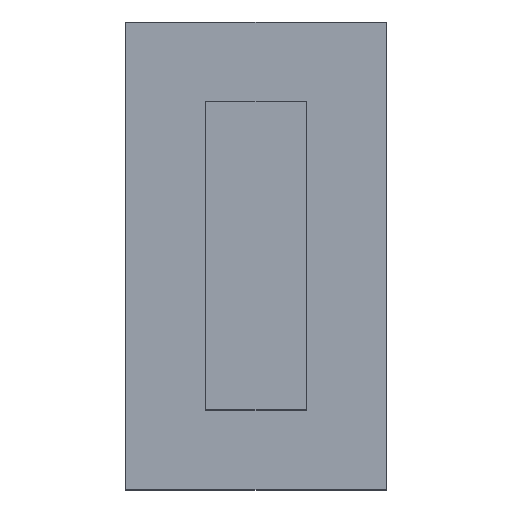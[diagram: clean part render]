
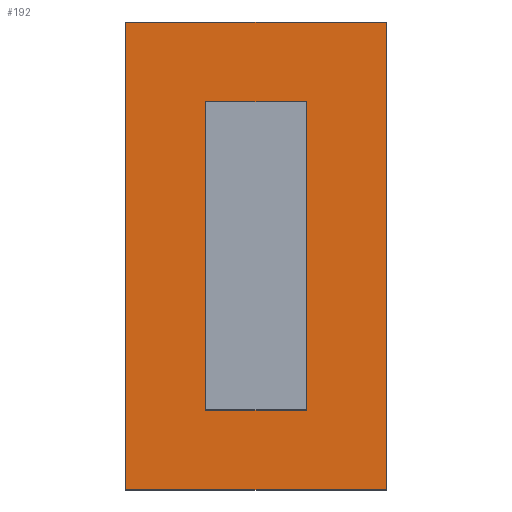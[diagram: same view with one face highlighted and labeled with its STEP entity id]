
A CAD part, top view. The second image highlights one B-rep face of the part: STEP entity #192.
In plain terms, the highlighted planar face has unit normal (0, 0, 1).
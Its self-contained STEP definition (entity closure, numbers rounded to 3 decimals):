
#12 = DIRECTION ( 'NONE',  ( 0., -1., 0. ) ) ;
#30 = ORIENTED_EDGE ( 'NONE', *, *, #317, .F. ) ;
#40 = DIRECTION ( 'NONE',  ( 1., 0., 0. ) ) ;
#47 = CARTESIAN_POINT ( 'NONE',  ( 92., 28., 2. ) ) ;
#50 = DIRECTION ( 'NONE',  ( 1., 0., 0. ) ) ;
#57 = VERTEX_POINT ( 'NONE', #180 ) ;
#60 = ORIENTED_EDGE ( 'NONE', *, *, #117, .F. ) ;
#63 = ORIENTED_EDGE ( 'NONE', *, *, #244, .T. ) ;
#65 = LINE ( 'NONE', #255, #341 ) ;
#67 = CARTESIAN_POINT ( 'NONE',  ( 31., 159., 2. ) ) ;
#78 = EDGE_CURVE ( 'NONE', #470, #324, #65, .T. ) ;
#84 = VECTOR ( 'NONE', #281, 1000. ) ;
#88 = CARTESIAN_POINT ( 'NONE',  ( 119., 159., 2. ) ) ;
#90 = DIRECTION ( 'NONE',  ( 0., 1., 0. ) ) ;
#100 = CARTESIAN_POINT ( 'NONE',  ( 58., 28., 2. ) ) ;
#109 = VERTEX_POINT ( 'NONE', #67 ) ;
#117 = EDGE_CURVE ( 'NONE', #203, #109, #399, .T. ) ;
#119 = PLANE ( 'NONE',  #204 ) ;
#125 = DIRECTION ( 'NONE',  ( -1., 0., 0. ) ) ;
#130 = CARTESIAN_POINT ( 'NONE',  ( 58., 132., 2. ) ) ;
#132 = EDGE_CURVE ( 'NONE', #109, #454, #374, .T. ) ;
#134 = LINE ( 'NONE', #100, #84 ) ;
#146 = EDGE_LOOP ( 'NONE', ( #291, #60, #30, #380 ) ) ;
#161 = CARTESIAN_POINT ( 'NONE',  ( 31., 1., 2. ) ) ;
#163 = CARTESIAN_POINT ( 'NONE',  ( 31., 1., 2. ) ) ;
#180 = CARTESIAN_POINT ( 'NONE',  ( 58., 28., 2. ) ) ;
#181 = ORIENTED_EDGE ( 'NONE', *, *, #391, .T. ) ;
#183 = CARTESIAN_POINT ( 'NONE',  ( 119., 1., 2. ) ) ;
#184 = CARTESIAN_POINT ( 'NONE',  ( 119., 159., 2. ) ) ;
#185 = LINE ( 'NONE', #130, #365 ) ;
#186 = DIRECTION ( 'NONE',  ( -1., 0., 0. ) ) ;
#190 = EDGE_CURVE ( 'NONE', #238, #470, #185, .T. ) ;
#191 = VERTEX_POINT ( 'NONE', #183 ) ;
#192 = ADVANCED_FACE ( 'NONE', ( #334, #471 ), #119, .F. ) ;
#194 = CARTESIAN_POINT ( 'NONE',  ( 92., 132., 2. ) ) ;
#197 = EDGE_CURVE ( 'NONE', #454, #191, #408, .T. ) ;
#203 = VERTEX_POINT ( 'NONE', #163 ) ;
#204 = AXIS2_PLACEMENT_3D ( 'NONE', #367, #260, #222 ) ;
#213 = VECTOR ( 'NONE', #125, 1000. ) ;
#222 = DIRECTION ( 'NONE',  ( -1., 0., 0. ) ) ;
#225 = CARTESIAN_POINT ( 'NONE',  ( 119., 1., 2. ) ) ;
#238 = VERTEX_POINT ( 'NONE', #450 ) ;
#244 = EDGE_CURVE ( 'NONE', #57, #238, #134, .T. ) ;
#251 = DIRECTION ( 'NONE',  ( 0., -1., 0. ) ) ;
#255 = CARTESIAN_POINT ( 'NONE',  ( 92., 132., 2. ) ) ;
#260 = DIRECTION ( 'NONE',  ( 0., 0., -1. ) ) ;
#281 = DIRECTION ( 'NONE',  ( 0., 1., 0. ) ) ;
#288 = ORIENTED_EDGE ( 'NONE', *, *, #78, .T. ) ;
#291 = ORIENTED_EDGE ( 'NONE', *, *, #132, .F. ) ;
#296 = VECTOR ( 'NONE', #90, 1000. ) ;
#308 = CARTESIAN_POINT ( 'NONE',  ( 31., 159., 2. ) ) ;
#317 = EDGE_CURVE ( 'NONE', #191, #203, #340, .T. ) ;
#324 = VERTEX_POINT ( 'NONE', #47 ) ;
#329 = ORIENTED_EDGE ( 'NONE', *, *, #190, .T. ) ;
#334 = FACE_BOUND ( 'NONE', #392, .T. ) ;
#340 = LINE ( 'NONE', #225, #213 ) ;
#341 = VECTOR ( 'NONE', #251, 1000. ) ;
#365 = VECTOR ( 'NONE', #40, 1000. ) ;
#367 = CARTESIAN_POINT ( 'NONE',  ( 0., 0., 2. ) ) ;
#374 = LINE ( 'NONE', #308, #444 ) ;
#380 = ORIENTED_EDGE ( 'NONE', *, *, #197, .F. ) ;
#391 = EDGE_CURVE ( 'NONE', #324, #57, #397, .T. ) ;
#392 = EDGE_LOOP ( 'NONE', ( #288, #181, #63, #329 ) ) ;
#397 = LINE ( 'NONE', #437, #460 ) ;
#399 = LINE ( 'NONE', #161, #296 ) ;
#408 = LINE ( 'NONE', #88, #468 ) ;
#437 = CARTESIAN_POINT ( 'NONE',  ( 92., 28., 2. ) ) ;
#444 = VECTOR ( 'NONE', #50, 1000. ) ;
#450 = CARTESIAN_POINT ( 'NONE',  ( 58., 132., 2. ) ) ;
#454 = VERTEX_POINT ( 'NONE', #184 ) ;
#460 = VECTOR ( 'NONE', #186, 1000. ) ;
#468 = VECTOR ( 'NONE', #12, 1000. ) ;
#470 = VERTEX_POINT ( 'NONE', #194 ) ;
#471 = FACE_OUTER_BOUND ( 'NONE', #146, .T. ) ;
